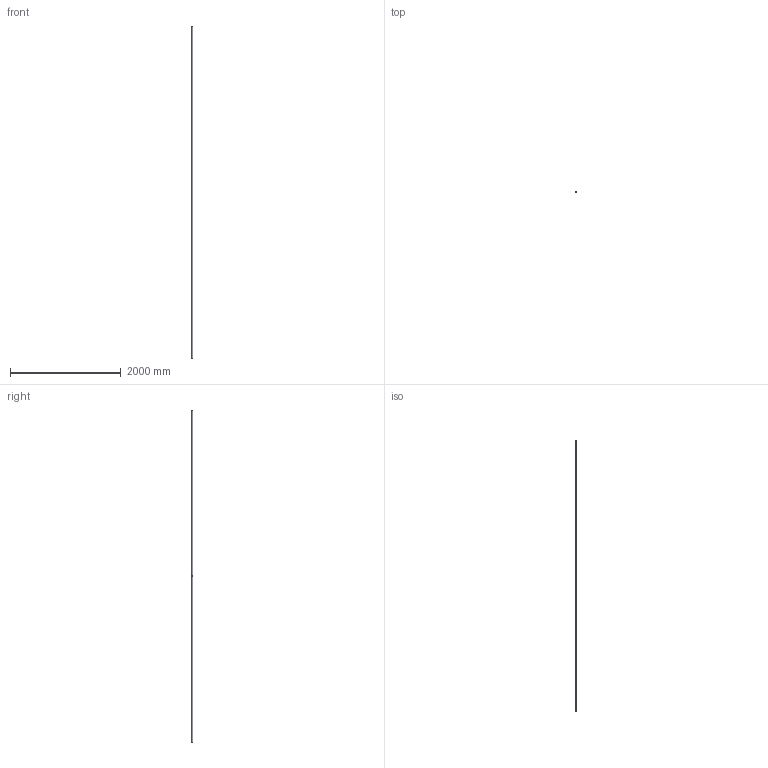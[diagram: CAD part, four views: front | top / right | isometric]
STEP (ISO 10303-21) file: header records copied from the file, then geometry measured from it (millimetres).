
FILE_DESCRIPTION (( 'STEP AP203' ), '1' );
FILE_NAME ('55100-240G.step', '2024-04-29T09:34:09', ( '' ), ( '' ), 'SwSTEP 2.0', 'SolidWorks 2018', '' );
FILE_SCHEMA (( 'CONFIG_CONTROL_DESIGN' ));
Length unit declared in the file: millimetre
Products named in the file (1): 55100-240G
Bounding box: 21.3 x 21.3 x 6000 mm (x, y, z)
Volume: 727592.5 mm3; surface area: 727843.1 mm2
Topology: 1 solids, 1 shells, 277 faces, 747 edges, 498 vertices
Faces by surface type: bspline 126, plane 123, cylinder 28
Full cylindrical faces by diameter (mm): 17.3 x1, 21.3 x1
Entity records: 13701 total; most frequent: CARTESIAN_POINT 7486, ORIENTED_EDGE 1490, DIRECTION 887, EDGE_CURVE 745, VERTEX_POINT 498, VECTOR 359, LINE 359, EDGE_LOOP 307
